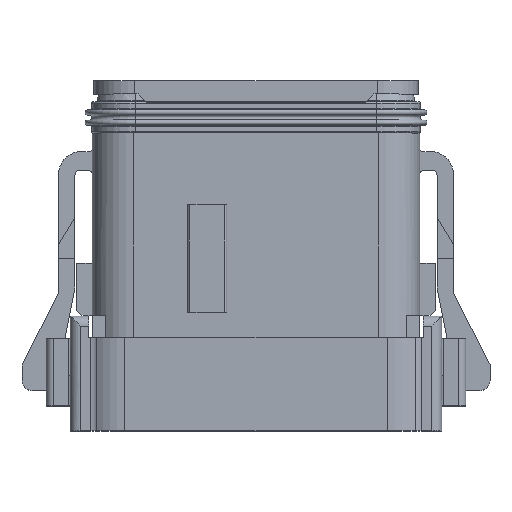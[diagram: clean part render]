
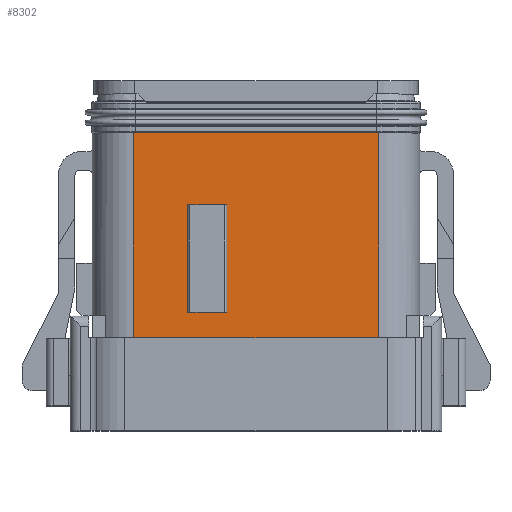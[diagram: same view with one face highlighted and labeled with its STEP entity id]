
A CAD part, top view. The second image highlights one B-rep face of the part: STEP entity #8302.
In plain terms, the highlighted planar face has unit normal (0, 0, 1).
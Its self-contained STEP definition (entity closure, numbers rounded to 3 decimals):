
#2199=ORIENTED_EDGE('',*,*,#3797,.F.);
#2200=ORIENTED_EDGE('',*,*,#3787,.T.);
#2201=ORIENTED_EDGE('',*,*,#3798,.T.);
#2202=ORIENTED_EDGE('',*,*,#3778,.F.);
#2203=ORIENTED_EDGE('',*,*,#3799,.F.);
#2204=ORIENTED_EDGE('',*,*,#3800,.T.);
#2205=ORIENTED_EDGE('',*,*,#3801,.F.);
#2206=ORIENTED_EDGE('',*,*,#3802,.F.);
#3778=EDGE_CURVE('',#4719,#4720,#5385,.T.);
#3787=EDGE_CURVE('',#4722,#4725,#5388,.T.);
#3797=EDGE_CURVE('',#4722,#4719,#5391,.T.);
#3798=EDGE_CURVE('',#4725,#4720,#5392,.T.);
#3799=EDGE_CURVE('',#4729,#4730,#5393,.T.);
#3800=EDGE_CURVE('',#4729,#4731,#5394,.T.);
#3801=EDGE_CURVE('',#4732,#4731,#5395,.T.);
#3802=EDGE_CURVE('',#4730,#4732,#5396,.T.);
#4719=VERTEX_POINT('',#13655);
#4720=VERTEX_POINT('',#13657);
#4722=VERTEX_POINT('',#13664);
#4725=VERTEX_POINT('',#13671);
#4729=VERTEX_POINT('',#13691);
#4730=VERTEX_POINT('',#13692);
#4731=VERTEX_POINT('',#13694);
#4732=VERTEX_POINT('',#13696);
#5385=LINE('',#13656,#6125);
#5388=LINE('',#13672,#6128);
#5391=LINE('',#13688,#6131);
#5392=LINE('',#13689,#6132);
#5393=LINE('',#13690,#6133);
#5394=LINE('',#13693,#6134);
#5395=LINE('',#13695,#6135);
#5396=LINE('',#13697,#6136);
#6125=VECTOR('',#11203,1000.);
#6128=VECTOR('',#11220,1000.);
#6131=VECTOR('',#11243,1000.);
#6132=VECTOR('',#11244,1000.);
#6133=VECTOR('',#11245,1000.);
#6134=VECTOR('',#11246,1000.);
#6135=VECTOR('',#11247,1000.);
#6136=VECTOR('',#11248,1000.);
#6908=EDGE_LOOP('',(#2199,#2200,#2201,#2202));
#6909=EDGE_LOOP('',(#2203,#2204,#2205,#2206));
#7562=FACE_BOUND('',#6908,.T.);
#7563=FACE_BOUND('',#6909,.T.);
#7852=PLANE('',#9197);
#8302=ADVANCED_FACE('',(#7562,#7563),#7852,.T.);
#9197=AXIS2_PLACEMENT_3D('',#13687,#11241,#11242);
#11203=DIRECTION('',(0.,1.,0.));
#11220=DIRECTION('',(0.,1.,0.));
#11241=DIRECTION('',(0.,0.,1.));
#11242=DIRECTION('',(1.,0.,0.));
#11243=DIRECTION('',(-1.,0.,0.));
#11244=DIRECTION('',(-1.,0.,0.));
#11245=DIRECTION('',(0.,1.,0.));
#11246=DIRECTION('',(-1.,0.,0.));
#11247=DIRECTION('',(0.,-1.,0.));
#11248=DIRECTION('',(-1.,0.,0.));
#13655=CARTESIAN_POINT('',(-11.95,-31.1,9.15));
#13656=CARTESIAN_POINT('',(-11.95,-32.6,9.15));
#13657=CARTESIAN_POINT('',(-11.95,-3.8,9.15));
#13664=CARTESIAN_POINT('',(11.95,-31.1,9.15));
#13671=CARTESIAN_POINT('',(11.95,-3.8,9.15));
#13672=CARTESIAN_POINT('',(11.95,-32.6,9.15));
#13687=CARTESIAN_POINT('',(-11.95,-32.6,9.15));
#13688=CARTESIAN_POINT('',(-11.95,-31.1,9.15));
#13689=CARTESIAN_POINT('',(-11.95,-3.8,9.15));
#13690=CARTESIAN_POINT('',(-2.85,-32.6,9.15));
#13691=CARTESIAN_POINT('',(-2.85,-21.3,9.15));
#13692=CARTESIAN_POINT('',(-2.85,-10.8,9.15));
#13693=CARTESIAN_POINT('',(-11.95,-21.3,9.15));
#13694=CARTESIAN_POINT('',(-6.65,-21.3,9.15));
#13695=CARTESIAN_POINT('',(-6.65,-32.6,9.15));
#13696=CARTESIAN_POINT('',(-6.65,-10.8,9.15));
#13697=CARTESIAN_POINT('',(-11.95,-10.8,9.15));
